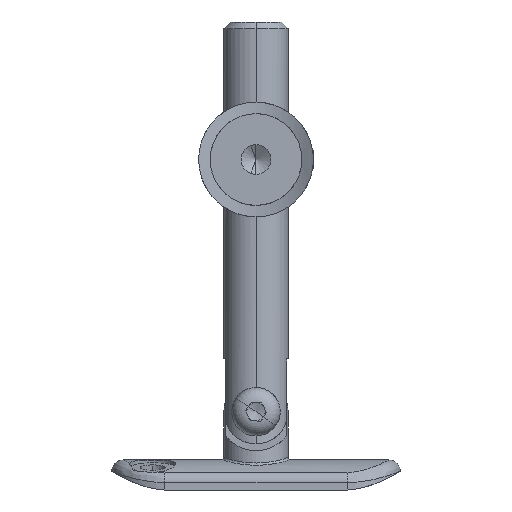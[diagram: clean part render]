
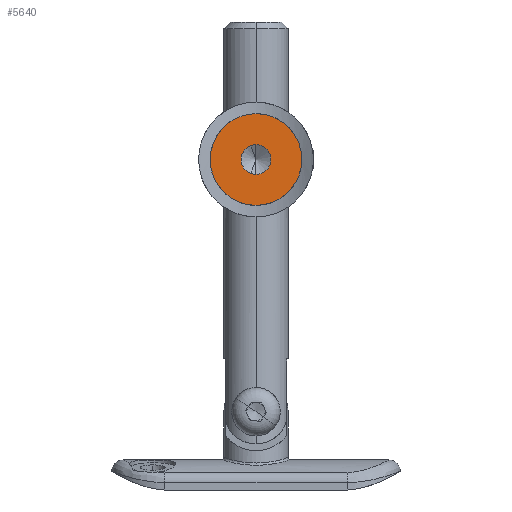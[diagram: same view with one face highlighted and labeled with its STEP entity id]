
A CAD part, front view. The second image highlights one B-rep face of the part: STEP entity #5640.
In plain terms, the highlighted planar face has unit normal (0, -1, 0).
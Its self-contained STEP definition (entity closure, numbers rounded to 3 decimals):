
#43 = EDGE_CURVE ( 'NONE', #2367, #266, #6190, .T. ) ;
#266 = VERTEX_POINT ( 'NONE', #4316 ) ;
#353 = PLANE ( 'NONE',  #6984 ) ;
#696 = DIRECTION ( 'NONE',  ( 0., 0., 1. ) ) ;
#1002 = CARTESIAN_POINT ( 'NONE',  ( 0., 0., 0. ) ) ;
#1030 = DIRECTION ( 'NONE',  ( 0., 0., 1. ) ) ;
#1082 = DIRECTION ( 'NONE',  ( 0., 1., 0. ) ) ;
#1104 = CARTESIAN_POINT ( 'NONE',  ( 0., 0., 0. ) ) ;
#1209 = ORIENTED_EDGE ( 'NONE', *, *, #5117, .F. ) ;
#1403 = CIRCLE ( 'NONE', #1445, 10. ) ;
#1445 = AXIS2_PLACEMENT_3D ( 'NONE', #1104, #1082, #3273 ) ;
#1880 = EDGE_LOOP ( 'NONE', ( #6247, #1209 ) ) ;
#1889 = CARTESIAN_POINT ( 'NONE',  ( 0., 0., -10. ) ) ;
#2230 = CIRCLE ( 'NONE', #6084, 3.25 ) ;
#2367 = VERTEX_POINT ( 'NONE', #2470 ) ;
#2470 = CARTESIAN_POINT ( 'NONE',  ( 0., 0., -3.25 ) ) ;
#2568 = ORIENTED_EDGE ( 'NONE', *, *, #43, .T. ) ;
#2864 = CARTESIAN_POINT ( 'NONE',  ( 0., 0., 0. ) ) ;
#2916 = EDGE_CURVE ( 'NONE', #266, #2367, #2230, .T. ) ;
#2976 = AXIS2_PLACEMENT_3D ( 'NONE', #1002, #5893, #5867 ) ;
#3009 = EDGE_CURVE ( 'NONE', #5622, #6491, #1403, .T. ) ;
#3231 = CARTESIAN_POINT ( 'NONE',  ( 10., 0., 0. ) ) ;
#3273 = DIRECTION ( 'NONE',  ( 0., 0., 1. ) ) ;
#3421 = EDGE_LOOP ( 'NONE', ( #3511, #2568 ) ) ;
#3511 = ORIENTED_EDGE ( 'NONE', *, *, #2916, .T. ) ;
#3563 = CIRCLE ( 'NONE', #2976, 10. ) ;
#3706 = CARTESIAN_POINT ( 'NONE',  ( 0., 0., 0. ) ) ;
#3730 = DIRECTION ( 'NONE',  ( 0., 0., 1. ) ) ;
#3749 = DIRECTION ( 'NONE',  ( 0., 1., 0. ) ) ;
#3837 = AXIS2_PLACEMENT_3D ( 'NONE', #2864, #4519, #696 ) ;
#4316 = CARTESIAN_POINT ( 'NONE',  ( 0., 0., 3.25 ) ) ;
#4519 = DIRECTION ( 'NONE',  ( 0., 1., 0. ) ) ;
#4669 = FACE_BOUND ( 'NONE', #3421, .T. ) ;
#5117 = EDGE_CURVE ( 'NONE', #6491, #5622, #3563, .T. ) ;
#5381 = DIRECTION ( 'NONE',  ( 0., 1., 0. ) ) ;
#5515 = FACE_OUTER_BOUND ( 'NONE', #1880, .T. ) ;
#5622 = VERTEX_POINT ( 'NONE', #5908 ) ;
#5640 = ADVANCED_FACE ( 'NONE', ( #4669, #5515 ), #353, .F. ) ;
#5867 = DIRECTION ( 'NONE',  ( 0., 0., 1. ) ) ;
#5893 = DIRECTION ( 'NONE',  ( 0., 1., 0. ) ) ;
#5908 = CARTESIAN_POINT ( 'NONE',  ( 0., 0., 10. ) ) ;
#6084 = AXIS2_PLACEMENT_3D ( 'NONE', #3706, #3749, #1030 ) ;
#6190 = CIRCLE ( 'NONE', #3837, 3.25 ) ;
#6247 = ORIENTED_EDGE ( 'NONE', *, *, #3009, .F. ) ;
#6491 = VERTEX_POINT ( 'NONE', #1889 ) ;
#6984 = AXIS2_PLACEMENT_3D ( 'NONE', #3231, #5381, #3730 ) ;
